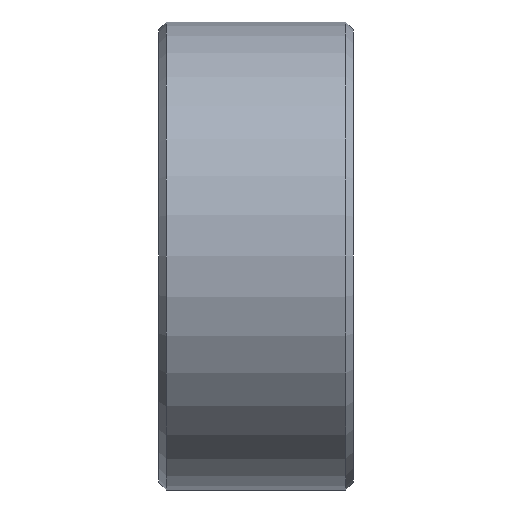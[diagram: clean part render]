
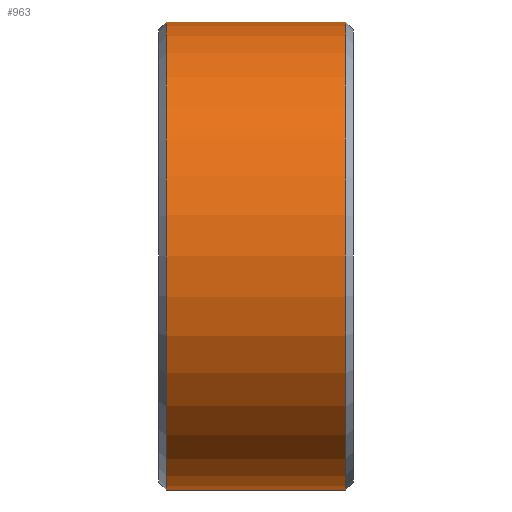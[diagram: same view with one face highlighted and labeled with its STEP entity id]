
A CAD part, left-side view. The second image highlights one B-rep face of the part: STEP entity #963.
In plain terms, the highlighted cylindrical face has radius 3 mm (diameter 6 mm), a partial arc.
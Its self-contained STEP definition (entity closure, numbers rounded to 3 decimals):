
#31 = CARTESIAN_POINT ( 'NONE',  ( 0., 1.15, 3. ) ) ;
#60 = DIRECTION ( 'NONE',  ( 0., 0., -1. ) ) ;
#104 = AXIS2_PLACEMENT_3D ( 'NONE', #565, #568, #60 ) ;
#118 = DIRECTION ( 'NONE',  ( 0., 0., 1. ) ) ;
#120 = LINE ( 'NONE', #331, #215 ) ;
#182 = CARTESIAN_POINT ( 'NONE',  ( 0., -1.15, -3. ) ) ;
#185 = ORIENTED_EDGE ( 'NONE', *, *, #821, .T. ) ;
#187 = CARTESIAN_POINT ( 'NONE',  ( 0., 1.15, 0. ) ) ;
#199 = VERTEX_POINT ( 'NONE', #595 ) ;
#202 = CYLINDRICAL_SURFACE ( 'NONE', #104, 3. ) ;
#215 = VECTOR ( 'NONE', #320, 1000. ) ;
#250 = CIRCLE ( 'NONE', #809, 3. ) ;
#272 = EDGE_CURVE ( 'NONE', #339, #199, #810, .T. ) ;
#276 = LINE ( 'NONE', #788, #871 ) ;
#320 = DIRECTION ( 'NONE',  ( 0., -1., 0. ) ) ;
#331 = CARTESIAN_POINT ( 'NONE',  ( 0., 1.25, 3. ) ) ;
#339 = VERTEX_POINT ( 'NONE', #182 ) ;
#346 = EDGE_CURVE ( 'NONE', #812, #199, #120, .T. ) ;
#353 = ORIENTED_EDGE ( 'NONE', *, *, #272, .T. ) ;
#543 = FACE_OUTER_BOUND ( 'NONE', #813, .T. ) ;
#544 = EDGE_CURVE ( 'NONE', #552, #339, #276, .T. ) ;
#552 = VERTEX_POINT ( 'NONE', #730 ) ;
#565 = CARTESIAN_POINT ( 'NONE',  ( 0., 1.25, 0. ) ) ;
#566 = DIRECTION ( 'NONE',  ( 0., -1., 0. ) ) ;
#568 = DIRECTION ( 'NONE',  ( 0., -1., 0. ) ) ;
#595 = CARTESIAN_POINT ( 'NONE',  ( 0., -1.15, 3. ) ) ;
#601 = DIRECTION ( 'NONE',  ( 0., 0., 1. ) ) ;
#730 = CARTESIAN_POINT ( 'NONE',  ( 0., 1.15, -3. ) ) ;
#743 = CARTESIAN_POINT ( 'NONE',  ( 0., -1.15, 0. ) ) ;
#744 = AXIS2_PLACEMENT_3D ( 'NONE', #743, #814, #601 ) ;
#788 = CARTESIAN_POINT ( 'NONE',  ( 0., 1.25, -3. ) ) ;
#809 = AXIS2_PLACEMENT_3D ( 'NONE', #187, #869, #118 ) ;
#810 = CIRCLE ( 'NONE', #744, 3. ) ;
#812 = VERTEX_POINT ( 'NONE', #31 ) ;
#813 = EDGE_LOOP ( 'NONE', ( #878, #185, #962, #353 ) ) ;
#814 = DIRECTION ( 'NONE',  ( 0., 1., 0. ) ) ;
#821 = EDGE_CURVE ( 'NONE', #812, #552, #250, .T. ) ;
#869 = DIRECTION ( 'NONE',  ( 0., -1., 0. ) ) ;
#871 = VECTOR ( 'NONE', #566, 1000. ) ;
#878 = ORIENTED_EDGE ( 'NONE', *, *, #346, .F. ) ;
#962 = ORIENTED_EDGE ( 'NONE', *, *, #544, .T. ) ;
#963 = ADVANCED_FACE ( 'NONE', ( #543 ), #202, .T. ) ;
